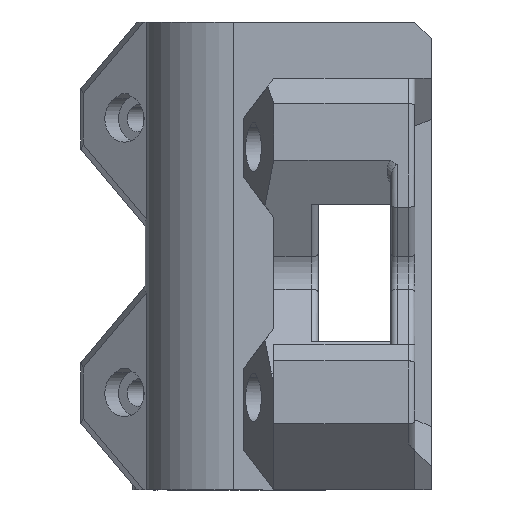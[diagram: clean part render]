
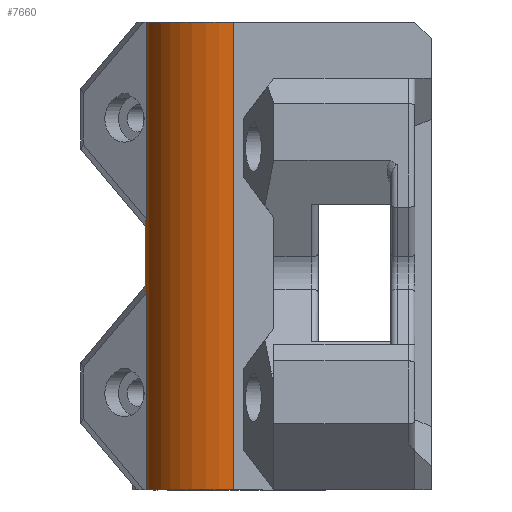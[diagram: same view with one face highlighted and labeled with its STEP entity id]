
A CAD part, front view. The second image highlights one B-rep face of the part: STEP entity #7660.
In plain terms, the highlighted cylindrical face has radius 10.908 mm (diameter 21.815 mm), a partial arc.
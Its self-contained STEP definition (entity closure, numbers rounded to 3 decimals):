
#163=ELLIPSE('',#8156,20.08,10.908);
#164=ELLIPSE('',#8160,15.426,10.908);
#165=ELLIPSE('',#8166,20.08,10.908);
#166=ELLIPSE('',#8170,15.426,10.908);
#877=FACE_OUTER_BOUND('',#1324,.T.);
#1324=EDGE_LOOP('',(#6897,#6898,#6899,#6900,#6901,#6902,#6903,#6904,#6905,
#6906));
#1787=LINE('',#11876,#2636);
#2031=LINE('',#12596,#2880);
#2128=LINE('',#12810,#2977);
#2129=LINE('',#12812,#2978);
#2636=VECTOR('',#9315,10.);
#2880=VECTOR('',#9865,10.);
#2977=VECTOR('',#10084,10.);
#2978=VECTOR('',#10087,10.);
#3147=CIRCLE('',#7843,10.908);
#3176=CIRCLE('',#7925,10.908);
#3329=VERTEX_POINT('',#10693);
#3331=VERTEX_POINT('',#10696);
#3485=VERTEX_POINT('',#11202);
#3486=VERTEX_POINT('',#11204);
#3735=VERTEX_POINT('',#12292);
#3736=VERTEX_POINT('',#12294);
#3743=VERTEX_POINT('',#12315);
#3751=VERTEX_POINT('',#12341);
#3752=VERTEX_POINT('',#12343);
#3757=VERTEX_POINT('',#12359);
#4067=EDGE_CURVE('',#3331,#3329,#3147,.T.);
#4268=EDGE_CURVE('',#3485,#3486,#3176,.T.);
#4519=EDGE_CURVE('',#3329,#3486,#1787,.T.);
#4694=EDGE_CURVE('',#3735,#3736,#163,.F.);
#4706=EDGE_CURVE('',#3735,#3743,#164,.T.);
#4719=EDGE_CURVE('',#3751,#3752,#165,.F.);
#4727=EDGE_CURVE('',#3757,#3752,#166,.T.);
#4804=EDGE_CURVE('',#3743,#3757,#2031,.T.);
#4909=EDGE_CURVE('',#3485,#3736,#2128,.T.);
#4910=EDGE_CURVE('',#3751,#3331,#2129,.T.);
#6897=ORIENTED_EDGE('',*,*,#4909,.T.);
#6898=ORIENTED_EDGE('',*,*,#4694,.F.);
#6899=ORIENTED_EDGE('',*,*,#4706,.T.);
#6900=ORIENTED_EDGE('',*,*,#4804,.T.);
#6901=ORIENTED_EDGE('',*,*,#4727,.T.);
#6902=ORIENTED_EDGE('',*,*,#4719,.F.);
#6903=ORIENTED_EDGE('',*,*,#4910,.T.);
#6904=ORIENTED_EDGE('',*,*,#4067,.T.);
#6905=ORIENTED_EDGE('',*,*,#4519,.T.);
#6906=ORIENTED_EDGE('',*,*,#4268,.F.);
#7307=CYLINDRICAL_SURFACE('',#8264,10.908);
#7660=ADVANCED_FACE('',(#877),#7307,.T.);
#7843=AXIS2_PLACEMENT_3D('',#10697,#8586,#8587);
#7925=AXIS2_PLACEMENT_3D('',#11205,#8897,#8898);
#8156=AXIS2_PLACEMENT_3D('',#12295,#9679,#9680);
#8160=AXIS2_PLACEMENT_3D('',#12317,#9698,#9699);
#8166=AXIS2_PLACEMENT_3D('',#12344,#9722,#9723);
#8170=AXIS2_PLACEMENT_3D('',#12360,#9737,#9738);
#8264=AXIS2_PLACEMENT_3D('',#12811,#10085,#10086);
#8586=DIRECTION('center_axis',(0.,0.,1.));
#8587=DIRECTION('ref_axis',(0.,1.,0.));
#8897=DIRECTION('center_axis',(0.,0.,1.));
#8898=DIRECTION('ref_axis',(0.,1.,0.));
#9315=DIRECTION('',(0.,0.,1.));
#9679=DIRECTION('center_axis',(-0.804,-0.241,-0.543));
#9680=DIRECTION('ref_axis',(0.52,0.156,-0.84));
#9698=DIRECTION('center_axis',(-0.593,0.385,-0.707));
#9699=DIRECTION('ref_axis',(-0.593,0.385,0.707));
#9722=DIRECTION('center_axis',(-0.804,-0.241,0.543));
#9723=DIRECTION('ref_axis',(0.52,0.156,0.84));
#9737=DIRECTION('center_axis',(-0.593,0.385,0.707));
#9738=DIRECTION('ref_axis',(-0.593,0.385,-0.707));
#9865=DIRECTION('',(0.,0.,-1.));
#10084=DIRECTION('',(0.,0.,-1.));
#10085=DIRECTION('center_axis',(0.,0.,1.));
#10086=DIRECTION('ref_axis',(0.,1.,0.));
#10087=DIRECTION('',(0.,0.,-1.));
#10693=CARTESIAN_POINT('',(0.,-10.908,0.));
#10696=CARTESIAN_POINT('',(-10.828,-1.315,0.));
#10697=CARTESIAN_POINT('Origin',(0.,0.,0.));
#11202=CARTESIAN_POINT('',(-10.828,-1.315,58.));
#11204=CARTESIAN_POINT('',(0.,-10.908,58.));
#11205=CARTESIAN_POINT('Origin',(0.,0.,58.));
#11876=CARTESIAN_POINT('',(0.,-10.908,0.));
#12292=CARTESIAN_POINT('',(-10.874,0.861,32.692));
#12294=CARTESIAN_POINT('',(-10.828,-1.315,33.59));
#12295=CARTESIAN_POINT('Origin',(0.,0.,16.976));
#12315=CARTESIAN_POINT('',(-9.411,5.515,34.));
#12317=CARTESIAN_POINT('Origin',(0.,0.,23.104));
#12341=CARTESIAN_POINT('',(-10.828,-1.315,24.41));
#12343=CARTESIAN_POINT('',(-10.874,0.861,25.308));
#12344=CARTESIAN_POINT('Origin',(0.,0.,41.024));
#12359=CARTESIAN_POINT('',(-9.411,5.515,24.));
#12360=CARTESIAN_POINT('Origin',(0.,0.,34.896));
#12596=CARTESIAN_POINT('',(-9.411,5.515,0.));
#12810=CARTESIAN_POINT('',(-10.828,-1.315,0.));
#12811=CARTESIAN_POINT('Origin',(0.,0.,0.));
#12812=CARTESIAN_POINT('',(-10.828,-1.315,0.));
